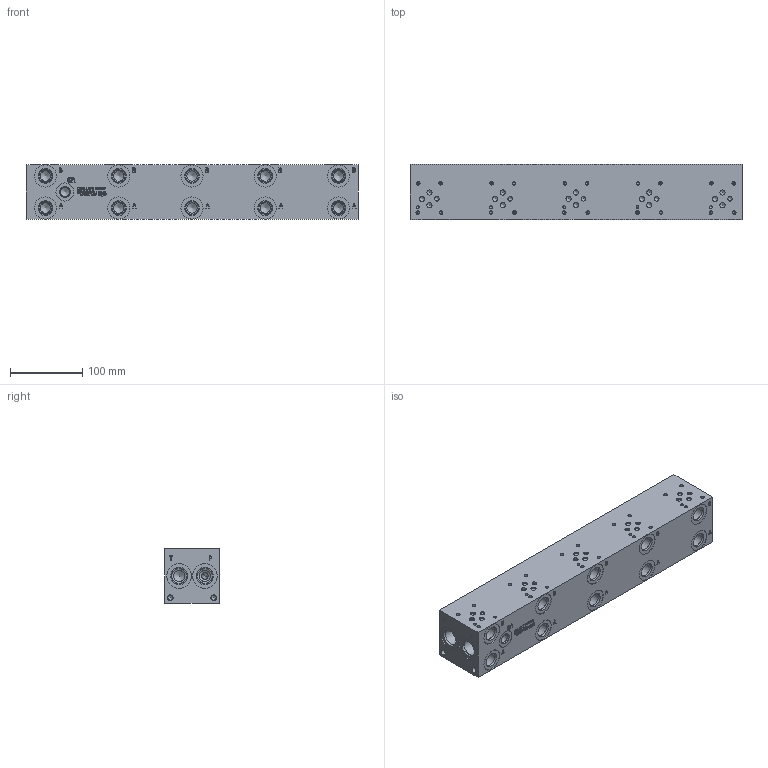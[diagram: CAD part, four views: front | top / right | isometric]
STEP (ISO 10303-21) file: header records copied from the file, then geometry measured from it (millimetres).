
FILE_DESCRIPTION(/* description */ (''),/* implementation_level */ '2;1');
FILE_NAME(/* name */ '_D03P054S_S.stp',/* time_stamp */ '2021-07-14T12:57:01-04:00',/* author */ ('anthonyv'),/* organization */ (''),/* preprocessor_version */ 'ST-DEVELOPER v18.1',/* originating_system */ 'Autodesk Inventor 2021',/* authorisation */ '');
FILE_SCHEMA (('AUTOMOTIVE_DESIGN { 1 0 10303 214 3 1 1 }'));
Length unit declared in the file: millimetre
Products named in the file (1): Part_AD03P054S_S_3D
Bounding box: 460.38 x 76.2 x 76.2 mm (x, y, z)
Volume: 2539693.6 mm3; surface area: 184542.8 mm2
Topology: 1 solids, 1 shells, 960 faces, 2619 edges, 1780 vertices
Faces by surface type: plane 476, bspline 212, cylinder 157, cone 115
Full cylindrical faces by diameter (mm): 3.785 x20, 3.962 x5, 4.826 x20, 6.35 x5, 6.528 x4, 7.137 x15, 7.925 x4, 12.294 x1, 12.9 x1, 13.487 x1, 14.275 x1, 14.3 x10, 14.529 x1, 15.875 x4, 17.45 x1, 17.501 x10, 18.542 x1, 19.05 x10, 19.253 x10, 19.99 x1, 20.447 x4, 20.625 x1, 21.819 x1, 22.225 x3, 22.23 x1, 22.555 x4, 23.901 x3, 25.019 x1, 30.632 x10, 34.138 x4
Entity records: 31990 total; most frequent: CARTESIAN_POINT 8051, ORIENTED_EDGE 5108, DIRECTION 4209, EDGE_CURVE 2554, VERTEX_POINT 1780, LINE 1549, VECTOR 1549, AXIS2_PLACEMENT_3D 1330
